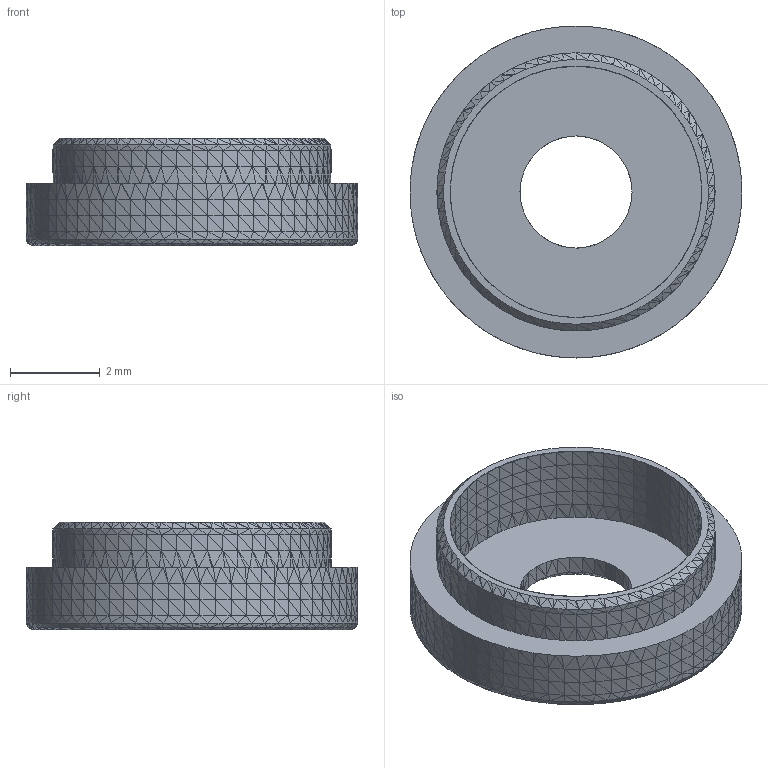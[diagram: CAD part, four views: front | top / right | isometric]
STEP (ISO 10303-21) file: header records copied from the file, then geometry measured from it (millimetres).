
FILE_DESCRIPTION(/* description */ (''),/* implementation_level */ '2;1');
FILE_NAME(/* name */ 'Expansion_Bay_Standoff.step',/* time_stamp */ '2025-12-27T00:15:27+01:00',/* author */ (''),/* organization */ (''),/* preprocessor_version */ 'ST-DEVELOPER v20.1',/* originating_system */ 'Autodesk Translation Framework v14.21.0.0',/* authorisation */ '');
FILE_SCHEMA (('AUTOMOTIVE_DESIGN { 1 0 10303 214 3 1 1 }'));
Length unit declared in the file: millimetre
Products named in the file (1): Expansion_Bay_Standoff
Bounding box: 7.4 x 7.4 x 2.4 mm (x, y, z)
Volume: 42.6 mm3; surface area: 160.3 mm2
Topology: 1 solids, 1 shells, 2303 faces, 3804 edges, 1505 vertices
Faces by surface type: plane 2303
Entity records: 48111 total; most frequent: DIRECTION 8412, CARTESIAN_POINT 7613, ORIENTED_EDGE 7608, LINE 3804, VECTOR 3804, EDGE_CURVE 3804, EDGE_LOOP 2307, AXIS2_PLACEMENT_3D 2304
